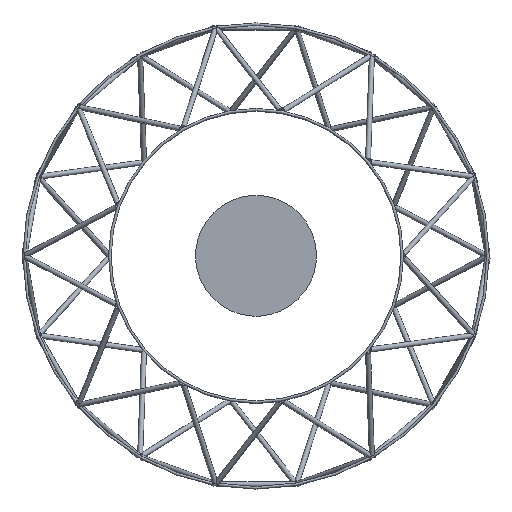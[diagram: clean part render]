
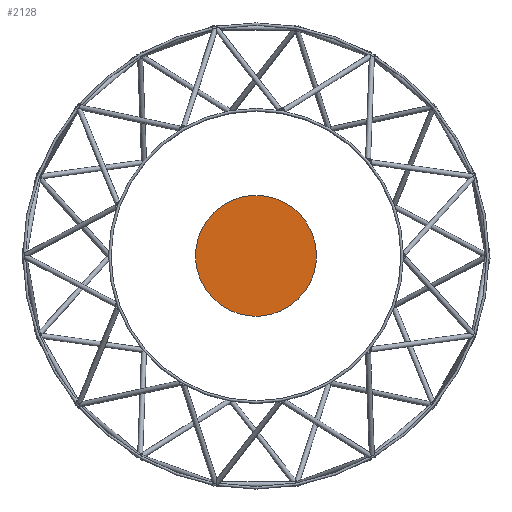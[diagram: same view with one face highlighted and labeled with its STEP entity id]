
A CAD part, top view. The second image highlights one B-rep face of the part: STEP entity #2128.
In plain terms, the highlighted planar face has unit normal (0, 0, 1).
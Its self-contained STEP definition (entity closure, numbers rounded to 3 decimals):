
#248=PLANE('',#2871);
#412=FACE_OUTER_BOUND('',#850,.T.);
#850=EDGE_LOOP('',(#1528));
#982=CIRCLE('',#2869,12.);
#1528=ORIENTED_EDGE('',*,*,#1804,.T.);
#1804=EDGE_CURVE('',#2498,#2498,#982,.T.);
#2128=ADVANCED_FACE('',(#412),#248,.F.);
#2498=VERTEX_POINT('',#7347);
#2869=AXIS2_PLACEMENT_3D('',#7346,#3631,#3632);
#2871=AXIS2_PLACEMENT_3D('',#7349,#3635,#3636);
#3631=DIRECTION('',(0.,0.,1.));
#3632=DIRECTION('',(0.995,-0.105,0.));
#3635=DIRECTION('',(0.,0.,-1.));
#3636=DIRECTION('',(-0.995,0.105,0.));
#7346=CARTESIAN_POINT('',(0.,0.,
41.25));
#7347=CARTESIAN_POINT('',(11.934,-1.254,41.25));
#7349=CARTESIAN_POINT('',(-1.254,-11.934,41.25));
